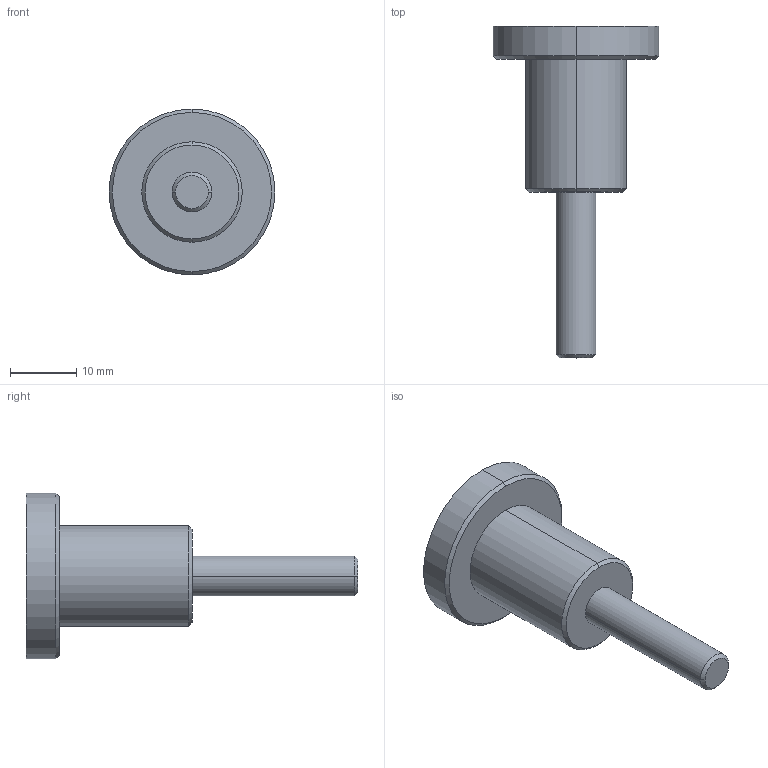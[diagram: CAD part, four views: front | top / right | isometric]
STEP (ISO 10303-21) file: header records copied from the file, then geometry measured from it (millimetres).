
FILE_DESCRIPTION (( 'STEP AP203' ), '1' );
FILE_NAME ('DP23530-B_CSCAGE048.step', '2022-02-16T09:34:37', ( '' ), ( '' ), 'SwSTEP 2.0', 'SolidWorks 2021', '' );
FILE_SCHEMA (( 'CONFIG_CONTROL_DESIGN' ));
Length unit declared in the file: millimetre
Products named in the file (1): DP23530-B_CSCAGE048
Bounding box: 25 x 50 x 25 mm (x, y, z)
Surface area: 3098.2 mm2 (no closed solid volume)
Topology: 0 solids, 4 shells, 29 faces, 68 edges, 43 vertices
Faces by surface type: plane 11, cylinder 8, cone 8, torus 2
Entity records: 892 total; most frequent: DIRECTION 158, CARTESIAN_POINT 139, ORIENTED_EDGE 116, EDGE_CURVE 66, AXIS2_PLACEMENT_3D 62, VERTEX_POINT 43, VECTOR 34, LINE 34
